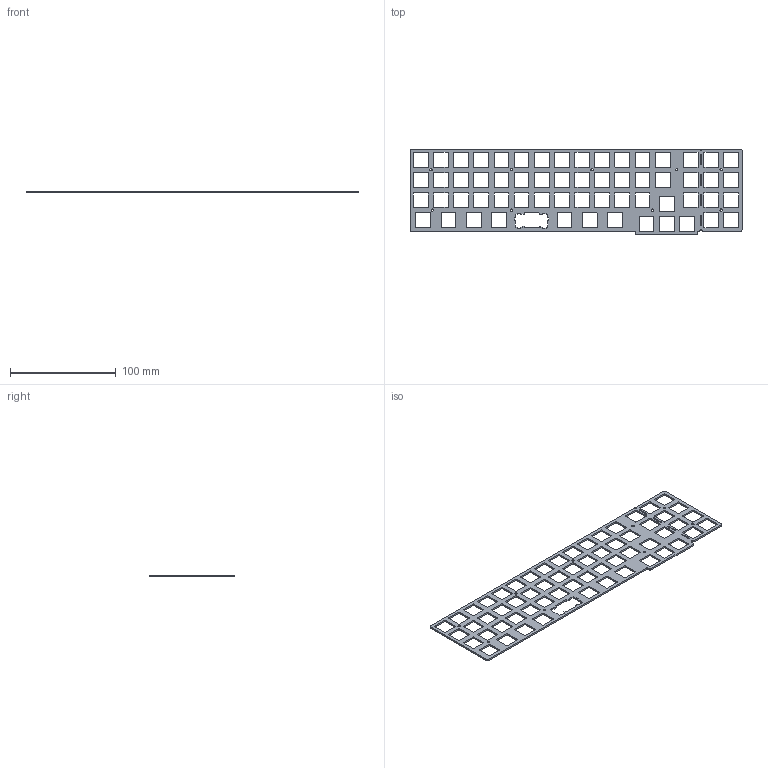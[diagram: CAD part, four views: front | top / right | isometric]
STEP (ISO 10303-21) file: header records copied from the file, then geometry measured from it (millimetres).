
FILE_DESCRIPTION(('KiCad electronic assembly'),'2;1');
FILE_NAME('Mimic40_plate.step','2024-10-10T22:13:55',('Pcbnew'),('Kicad' ),'Open CASCADE STEP processor 7.7','KiCad to STEP converter', 'Unknown');
FILE_SCHEMA(('AUTOMOTIVE_DESIGN { 1 0 10303 214 1 1 1 1 }'));
Length unit declared in the file: millimetre
Products named in the file (2): Mimic40_plate 1; Mimic40_plate_PCB
Assembly tree (1 placements, depth 2):
  Mimic40_plate 1
    Mimic40_plate_PCB
Bounding box: 313.75 x 81.25 x 1.6 mm (x, y, z)
Volume: 19653.7 mm3; surface area: 31556.3 mm2
Topology: 1 solids, 1 shells, 589 faces, 1761 edges, 1174 vertices
Faces by surface type: plane 304, cylinder 285
Full cylindrical faces by diameter (mm): 2.2 x9
Entity records: 20298 total; most frequent: CARTESIAN_POINT 3526, ORIENTED_EDGE 3522, DIRECTION 3513, EDGE_CURVE 1761, LINE 1191, VECTOR 1191, VERTEX_POINT 1174, AXIS2_PLACEMENT_3D 1161
